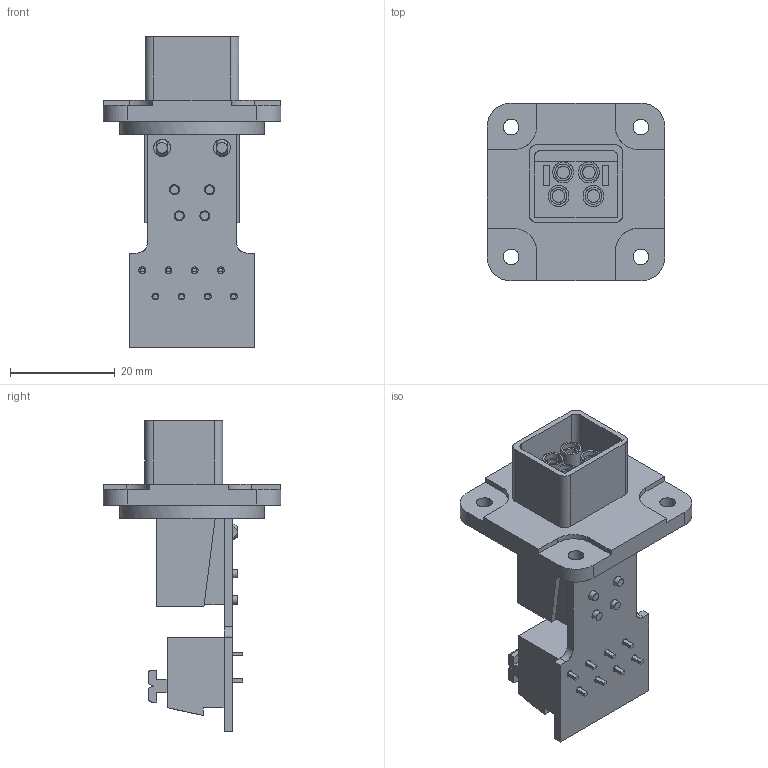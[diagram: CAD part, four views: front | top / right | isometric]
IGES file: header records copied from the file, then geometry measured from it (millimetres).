
Global section: file name: 09462454031.igs; preprocessor: I-DEAS 3D IGES Translator 10; date: 20070307.175223; units: millimetre
Bounding box: 34 x 34 x 59.33 mm (x, y, z)
Surface area: 10768.6 mm2 (no closed solid volume)
Topology: 0 solids, 0 shells, 275 faces, 2448 edges, 2895 vertices
Faces by surface type: bspline 275
